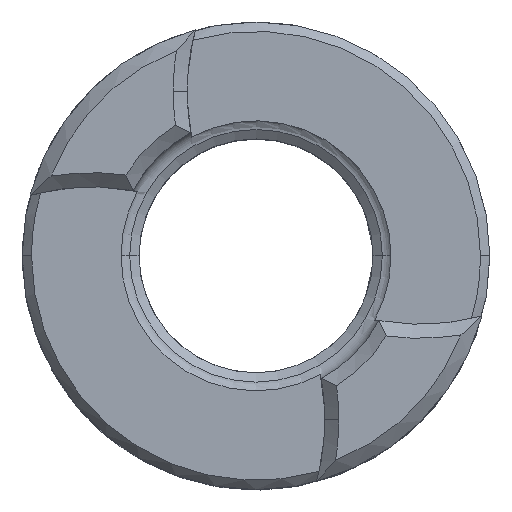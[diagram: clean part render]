
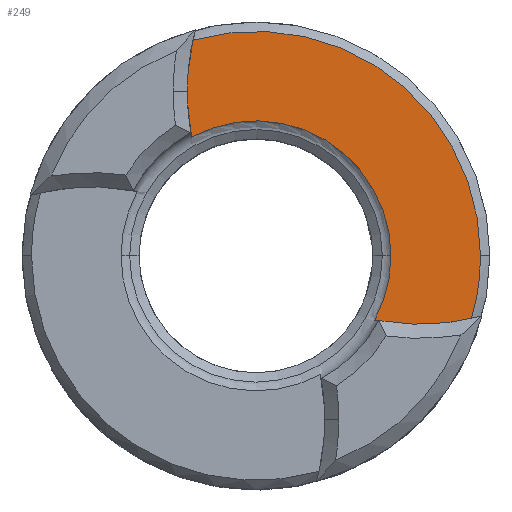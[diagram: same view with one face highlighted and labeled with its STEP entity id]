
A CAD part, top view. The second image highlights one B-rep face of the part: STEP entity #249.
In plain terms, the highlighted planar face has unit normal (0, 0, 1).
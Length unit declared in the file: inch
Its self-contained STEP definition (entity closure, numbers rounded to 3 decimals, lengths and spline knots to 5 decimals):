
#249 = ADVANCED_FACE ( 'NONE', ( #5736 ), #2700, .T. ) ;
#508 = EDGE_LOOP ( 'NONE', ( #3363, #4790, #6120, #2774, #3480, #5871 ) ) ;
#713 = AXIS2_PLACEMENT_3D ( 'NONE', #4026, #2995, #1462 ) ;
#858 = AXIS2_PLACEMENT_3D ( 'NONE', #3724, #4250, #4698 ) ;
#883 = CARTESIAN_POINT ( 'NONE',  ( 0.46064, -0.13494, -0.23125 ) ) ;
#898 = CARTESIAN_POINT ( 'NONE',  ( 0.25383, -0.13741, -0.23125 ) ) ;
#965 = DIRECTION ( 'NONE',  ( -1., 0., 0. ) ) ;
#1091 = DIRECTION ( 'NONE',  ( 0., 0., -1. ) ) ;
#1247 = VERTEX_POINT ( 'NONE', #883 ) ;
#1329 = DIRECTION ( 'NONE',  ( 1., 0., 0. ) ) ;
#1462 = DIRECTION ( 'NONE',  ( 1., 0., 0. ) ) ;
#1468 = CARTESIAN_POINT ( 'NONE',  ( 0., 0., -0.23125 ) ) ;
#1738 = CARTESIAN_POINT ( 'NONE',  ( -0.13741, 0.25383, -0.23125 ) ) ;
#1818 = CARTESIAN_POINT ( 'NONE',  ( 0., 0., -0.23125 ) ) ;
#1871 = CIRCLE ( 'NONE', #3884, 0.28864 ) ;
#2271 = CIRCLE ( 'NONE', #3922, 0.28864 ) ;
#2330 = EDGE_CURVE ( 'NONE', #5319, #6424, #2271, .T. ) ;
#2480 = EDGE_CURVE ( 'NONE', #2496, #3123, #4130, .T. ) ;
#2496 = VERTEX_POINT ( 'NONE', #1738 ) ;
#2527 = DIRECTION ( 'NONE',  ( 0., 0., -1. ) ) ;
#2700 = PLANE ( 'NONE',  #858 ) ;
#2774 = ORIENTED_EDGE ( 'NONE', *, *, #2480, .F. ) ;
#2786 = EDGE_CURVE ( 'NONE', #1247, #6424, #6141, .T. ) ;
#2802 = CARTESIAN_POINT ( 'NONE',  ( 0.354, 0.35138, -0.23125 ) ) ;
#2995 = DIRECTION ( 'NONE',  ( 0., 0., -1. ) ) ;
#3123 = VERTEX_POINT ( 'NONE', #4743 ) ;
#3196 = DIRECTION ( 'NONE',  ( -1., 0., 0. ) ) ;
#3344 = DIRECTION ( 'NONE',  ( 1., 0., 0. ) ) ;
#3363 = ORIENTED_EDGE ( 'NONE', *, *, #2786, .F. ) ;
#3431 = AXIS2_PLACEMENT_3D ( 'NONE', #1468, #2527, #965 ) ;
#3442 = EDGE_CURVE ( 'NONE', #4349, #1247, #6296, .T. ) ;
#3480 = ORIENTED_EDGE ( 'NONE', *, *, #3505, .T. ) ;
#3505 = EDGE_CURVE ( 'NONE', #2496, #5319, #1871, .T. ) ;
#3700 = CARTESIAN_POINT ( 'NONE',  ( 0., 0., -0.23125 ) ) ;
#3720 = CARTESIAN_POINT ( 'NONE',  ( 0., 0., -0.23125 ) ) ;
#3724 = CARTESIAN_POINT ( 'NONE',  ( 0., 0., -0.23125 ) ) ;
#3884 = AXIS2_PLACEMENT_3D ( 'NONE', #1818, #5529, #1329 ) ;
#3922 = AXIS2_PLACEMENT_3D ( 'NONE', #3700, #1091, #5810 ) ;
#4026 = CARTESIAN_POINT ( 'NONE',  ( 0.35138, 0.354, -0.23125 ) ) ;
#4091 = CARTESIAN_POINT ( 'NONE',  ( 0.48, 0., -0.23125 ) ) ;
#4130 = CIRCLE ( 'NONE', #4392, 0.501 ) ;
#4250 = DIRECTION ( 'NONE',  ( 0., 0., 1. ) ) ;
#4349 = VERTEX_POINT ( 'NONE', #4091 ) ;
#4392 = AXIS2_PLACEMENT_3D ( 'NONE', #2802, #6409, #3344 ) ;
#4698 = DIRECTION ( 'NONE',  ( 1., 0., 0. ) ) ;
#4743 = CARTESIAN_POINT ( 'NONE',  ( -0.13494, 0.46064, -0.23125 ) ) ;
#4790 = ORIENTED_EDGE ( 'NONE', *, *, #3442, .F. ) ;
#4930 = EDGE_CURVE ( 'NONE', #3123, #4349, #5828, .T. ) ;
#5265 = DIRECTION ( 'NONE',  ( 0., 0., -1. ) ) ;
#5319 = VERTEX_POINT ( 'NONE', #5635 ) ;
#5529 = DIRECTION ( 'NONE',  ( 0., 0., -1. ) ) ;
#5635 = CARTESIAN_POINT ( 'NONE',  ( 0.28864, 0., -0.23125 ) ) ;
#5711 = AXIS2_PLACEMENT_3D ( 'NONE', #3720, #5265, #3196 ) ;
#5736 = FACE_OUTER_BOUND ( 'NONE', #508, .T. ) ;
#5810 = DIRECTION ( 'NONE',  ( 1., 0., 0. ) ) ;
#5828 = CIRCLE ( 'NONE', #3431, 0.48 ) ;
#5871 = ORIENTED_EDGE ( 'NONE', *, *, #2330, .T. ) ;
#6120 = ORIENTED_EDGE ( 'NONE', *, *, #4930, .F. ) ;
#6141 = CIRCLE ( 'NONE', #713, 0.501 ) ;
#6296 = CIRCLE ( 'NONE', #5711, 0.48 ) ;
#6409 = DIRECTION ( 'NONE',  ( 0., 0., -1. ) ) ;
#6424 = VERTEX_POINT ( 'NONE', #898 ) ;
